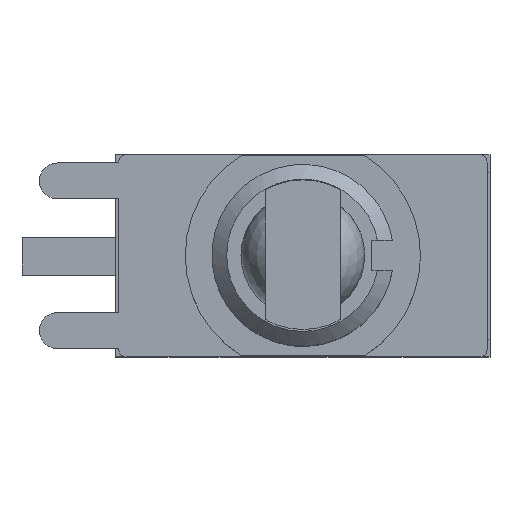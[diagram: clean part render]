
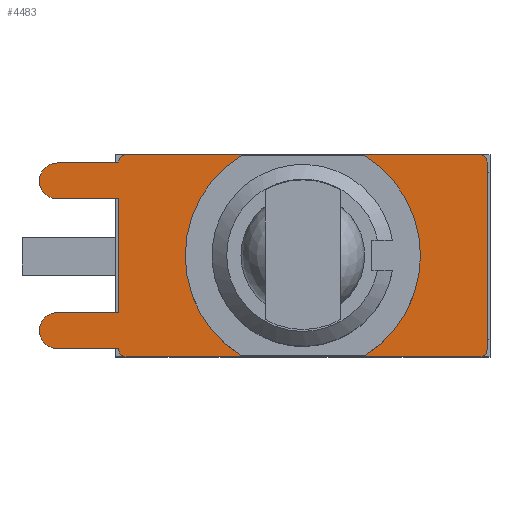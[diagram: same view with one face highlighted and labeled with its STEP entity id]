
A CAD part, top view. The second image highlights one B-rep face of the part: STEP entity #4483.
In plain terms, the highlighted planar face has unit normal (0, 0, 1).
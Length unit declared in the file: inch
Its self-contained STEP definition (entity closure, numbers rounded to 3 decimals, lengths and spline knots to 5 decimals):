
#121=FACE_BOUND('',#1796,.T.);
#145=LINE('',#6401,#643);
#146=LINE('',#6403,#644);
#528=LINE('',#7345,#1026);
#532=LINE('',#7353,#1030);
#536=LINE('',#7364,#1034);
#538=LINE('',#7368,#1036);
#541=LINE('',#7374,#1039);
#545=LINE('',#7386,#1043);
#548=LINE('',#7393,#1046);
#555=LINE('',#7409,#1053);
#559=LINE('',#7421,#1057);
#562=LINE('',#7430,#1060);
#643=VECTOR('',#5049,0.3937);
#644=VECTOR('',#5052,0.3937);
#1026=VECTOR('',#5968,0.3937);
#1030=VECTOR('',#5974,0.3937);
#1034=VECTOR('',#5986,0.3937);
#1036=VECTOR('',#5990,0.3937);
#1039=VECTOR('',#5995,0.3937);
#1043=VECTOR('',#6007,0.3937);
#1046=VECTOR('',#6012,0.3937);
#1053=VECTOR('',#6027,0.3937);
#1057=VECTOR('',#6039,0.3937);
#1060=VECTOR('',#6050,0.3937);
#1274=PLANE('',#4886);
#1525=FACE_OUTER_BOUND('',#1795,.T.);
#1795=EDGE_LOOP('',(#4056,#4057,#4058,#4059,#4060,#4061,#4062,#4063,#4064,
#4065,#4066,#4067,#4068,#4069,#4070,#4071));
#1796=EDGE_LOOP('',(#4072,#4073,#4074,#4075));
#1852=CIRCLE('',#4578,0.15709);
#1857=CIRCLE('',#4589,0.15709);
#1919=CIRCLE('',#4862,0.02402);
#1921=CIRCLE('',#4868,0.02402);
#1923=CIRCLE('',#4873,0.00984);
#1925=CIRCLE('',#4877,0.00984);
#1927=CIRCLE('',#4881,0.00984);
#1929=CIRCLE('',#4885,0.00984);
#1973=VERTEX_POINT('',#6368);
#1974=VERTEX_POINT('',#6370);
#1980=VERTEX_POINT('',#6395);
#1981=VERTEX_POINT('',#6397);
#2272=VERTEX_POINT('',#7341);
#2274=VERTEX_POINT('',#7344);
#2277=VERTEX_POINT('',#7352);
#2279=VERTEX_POINT('',#7358);
#2280=VERTEX_POINT('',#7363);
#2281=VERTEX_POINT('',#7367);
#2283=VERTEX_POINT('',#7373);
#2285=VERTEX_POINT('',#7379);
#2287=VERTEX_POINT('',#7385);
#2288=VERTEX_POINT('',#7389);
#2290=VERTEX_POINT('',#7392);
#2293=VERTEX_POINT('',#7400);
#2295=VERTEX_POINT('',#7405);
#2297=VERTEX_POINT('',#7413);
#2299=VERTEX_POINT('',#7418);
#2301=VERTEX_POINT('',#7427);
#2374=EDGE_CURVE('',#1973,#1974,#1852,.T.);
#2387=EDGE_CURVE('',#1981,#1980,#1857,.T.);
#2388=EDGE_CURVE('',#1981,#1974,#145,.T.);
#2389=EDGE_CURVE('',#1973,#1980,#146,.T.);
#2855=EDGE_CURVE('',#2272,#2274,#528,.T.);
#2859=EDGE_CURVE('',#2274,#2277,#532,.T.);
#2862=EDGE_CURVE('',#2277,#2279,#1919,.T.);
#2865=EDGE_CURVE('',#2279,#2280,#536,.T.);
#2867=EDGE_CURVE('',#2280,#2281,#538,.T.);
#2870=EDGE_CURVE('',#2281,#2283,#541,.T.);
#2873=EDGE_CURVE('',#2283,#2285,#1921,.T.);
#2876=EDGE_CURVE('',#2285,#2287,#545,.T.);
#2879=EDGE_CURVE('',#2288,#2290,#548,.T.);
#2883=EDGE_CURVE('',#2290,#2293,#1923,.T.);
#2888=EDGE_CURVE('',#2293,#2295,#555,.T.);
#2890=EDGE_CURVE('',#2295,#2297,#1925,.T.);
#2894=EDGE_CURVE('',#2287,#2299,#559,.T.);
#2896=EDGE_CURVE('',#2299,#2288,#1927,.T.);
#2899=EDGE_CURVE('',#2297,#2301,#562,.T.);
#2901=EDGE_CURVE('',#2301,#2272,#1929,.T.);
#4056=ORIENTED_EDGE('',*,*,#2901,.F.);
#4057=ORIENTED_EDGE('',*,*,#2899,.F.);
#4058=ORIENTED_EDGE('',*,*,#2890,.F.);
#4059=ORIENTED_EDGE('',*,*,#2888,.F.);
#4060=ORIENTED_EDGE('',*,*,#2883,.F.);
#4061=ORIENTED_EDGE('',*,*,#2879,.F.);
#4062=ORIENTED_EDGE('',*,*,#2896,.F.);
#4063=ORIENTED_EDGE('',*,*,#2894,.F.);
#4064=ORIENTED_EDGE('',*,*,#2876,.F.);
#4065=ORIENTED_EDGE('',*,*,#2873,.F.);
#4066=ORIENTED_EDGE('',*,*,#2870,.F.);
#4067=ORIENTED_EDGE('',*,*,#2867,.F.);
#4068=ORIENTED_EDGE('',*,*,#2865,.F.);
#4069=ORIENTED_EDGE('',*,*,#2862,.F.);
#4070=ORIENTED_EDGE('',*,*,#2859,.F.);
#4071=ORIENTED_EDGE('',*,*,#2855,.F.);
#4072=ORIENTED_EDGE('',*,*,#2388,.T.);
#4073=ORIENTED_EDGE('',*,*,#2374,.F.);
#4074=ORIENTED_EDGE('',*,*,#2389,.T.);
#4075=ORIENTED_EDGE('',*,*,#2387,.F.);
#4483=ADVANCED_FACE('',(#1525,#121),#1274,.F.);
#4578=AXIS2_PLACEMENT_3D('',#6371,#5016,#5017);
#4589=AXIS2_PLACEMENT_3D('',#6399,#5045,#5046);
#4862=AXIS2_PLACEMENT_3D('',#7359,#5980,#5981);
#4868=AXIS2_PLACEMENT_3D('',#7380,#6001,#6002);
#4873=AXIS2_PLACEMENT_3D('',#7401,#6019,#6020);
#4877=AXIS2_PLACEMENT_3D('',#7414,#6032,#6033);
#4881=AXIS2_PLACEMENT_3D('',#7424,#6044,#6045);
#4885=AXIS2_PLACEMENT_3D('',#7433,#6055,#6056);
#4886=AXIS2_PLACEMENT_3D('',#7434,#6057,#6058);
#5016=DIRECTION('center_axis',(0.,0.,
1.));
#5017=DIRECTION('ref_axis',(-1.,0.,0.));
#5045=DIRECTION('center_axis',(0.,0.,
1.));
#5046=DIRECTION('ref_axis',(-1.,0.,0.));
#5049=DIRECTION('',(-1.,0.,0.));
#5052=DIRECTION('',(1.,0.,0.));
#5968=DIRECTION('',(0.,1.,0.));
#5974=DIRECTION('',(-1.,0.,0.));
#5980=DIRECTION('center_axis',(0.,0.,
-1.));
#5981=DIRECTION('ref_axis',(0.,-1.,0.));
#5986=DIRECTION('',(1.,0.,0.));
#5990=DIRECTION('',(0.,1.,0.));
#5995=DIRECTION('',(-1.,0.,0.));
#6001=DIRECTION('center_axis',(0.,0.,
-1.));
#6002=DIRECTION('ref_axis',(0.,-1.,0.));
#6007=DIRECTION('',(1.,0.,0.));
#6012=DIRECTION('',(1.,0.,0.));
#6019=DIRECTION('center_axis',(0.,0.,
-1.));
#6020=DIRECTION('ref_axis',(0.707,0.707,0.));
#6027=DIRECTION('',(0.,-1.,0.));
#6032=DIRECTION('center_axis',(0.,0.,
-1.));
#6033=DIRECTION('ref_axis',(0.707,-0.707,0.));
#6039=DIRECTION('',(0.,1.,0.));
#6044=DIRECTION('center_axis',(0.,0.,
-1.));
#6045=DIRECTION('ref_axis',(-0.707,0.707,0.));
#6050=DIRECTION('',(-1.,0.,0.));
#6055=DIRECTION('center_axis',(0.,0.,
-1.));
#6056=DIRECTION('ref_axis',(-0.707,-0.707,0.));
#6057=DIRECTION('center_axis',(0.,0.,
-1.));
#6058=DIRECTION('ref_axis',(-1.,0.,0.));
#6368=CARTESIAN_POINT('',(-0.08221,0.13386,0.36969));
#6370=CARTESIAN_POINT('',(-0.08221,-0.13386,0.36969));
#6371=CARTESIAN_POINT('Origin',(0.,0.,
0.36969));
#6395=CARTESIAN_POINT('',(0.08221,0.13386,0.36969));
#6397=CARTESIAN_POINT('',(0.08221,-0.13386,0.36969));
#6399=CARTESIAN_POINT('Origin',(0.,0.,
0.36969));
#6401=CARTESIAN_POINT('',(-0.0411,-0.13386,0.36969));
#6403=CARTESIAN_POINT('',(0.0411,0.13386,0.36969));
#7341=CARTESIAN_POINT('',(-0.24606,-0.1252,0.36969));
#7344=CARTESIAN_POINT('',(-0.24606,-0.12402,0.36969));
#7345=CARTESIAN_POINT('',(-0.24606,-0.13504,0.36969));
#7352=CARTESIAN_POINT('',(-0.32795,-0.12402,0.36969));
#7353=CARTESIAN_POINT('',(-0.24606,-0.12402,0.36969));
#7358=CARTESIAN_POINT('',(-0.32795,-0.07598,0.36969));
#7359=CARTESIAN_POINT('Origin',(-0.32795,-0.1,0.36969));
#7363=CARTESIAN_POINT('',(-0.24606,-0.07598,0.36969));
#7364=CARTESIAN_POINT('',(-0.32795,-0.07598,0.36969));
#7367=CARTESIAN_POINT('',(-0.24606,0.07598,0.36969));
#7368=CARTESIAN_POINT('',(-0.24606,-0.07598,0.36969));
#7373=CARTESIAN_POINT('',(-0.32795,0.07598,0.36969));
#7374=CARTESIAN_POINT('',(-0.24606,0.07598,0.36969));
#7379=CARTESIAN_POINT('',(-0.32795,0.12402,0.36969));
#7380=CARTESIAN_POINT('Origin',(-0.32795,0.1,0.36969));
#7385=CARTESIAN_POINT('',(-0.24606,0.12402,0.36969));
#7386=CARTESIAN_POINT('',(-0.32795,0.12402,0.36969));
#7389=CARTESIAN_POINT('',(-0.23622,0.13504,0.36969));
#7392=CARTESIAN_POINT('',(0.23622,0.13504,0.36969));
#7393=CARTESIAN_POINT('',(-0.24606,0.13504,0.36969));
#7400=CARTESIAN_POINT('',(0.24606,0.1252,0.36969));
#7401=CARTESIAN_POINT('Origin',(0.23622,0.1252,0.36969));
#7405=CARTESIAN_POINT('',(0.24606,-0.1252,0.36969));
#7409=CARTESIAN_POINT('',(0.24606,0.13504,0.36969));
#7413=CARTESIAN_POINT('',(0.23622,-0.13504,0.36969));
#7414=CARTESIAN_POINT('Origin',(0.23622,-0.1252,0.36969));
#7418=CARTESIAN_POINT('',(-0.24606,0.1252,0.36969));
#7421=CARTESIAN_POINT('',(-0.24606,0.12402,0.36969));
#7424=CARTESIAN_POINT('Origin',(-0.23622,0.1252,0.36969));
#7427=CARTESIAN_POINT('',(-0.23622,-0.13504,0.36969));
#7430=CARTESIAN_POINT('',(0.24606,-0.13504,0.36969));
#7433=CARTESIAN_POINT('Origin',(-0.23622,-0.1252,0.36969));
#7434=CARTESIAN_POINT('Origin',(-0.06395,0.,
0.36969));
